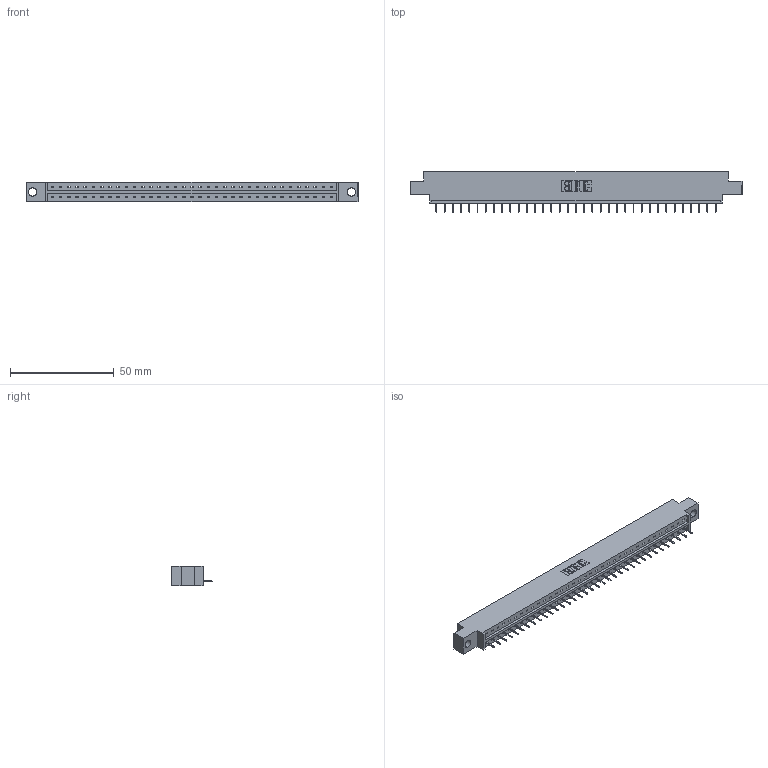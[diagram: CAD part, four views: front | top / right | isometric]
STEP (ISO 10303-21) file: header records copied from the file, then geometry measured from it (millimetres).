
FILE_DESCRIPTION (( 'STEP AP203' ), '1' );
FILE_NAME ('833-035-524-604.STEP', '2020-06-03T00:31:05', ( '' ), ( '' ), 'SwSTEP 2.0', 'SolidWorks 2020', '' );
FILE_SCHEMA (( 'CONFIG_CONTROL_DESIGN' ));
Length unit declared in the file: inch
Products named in the file (3): 833 Part_Offset - .156 Dia - TH; 345-292-001_345-293-124; 833-035-524-604
Assembly tree (36 placements, depth 2):
  833-035-524-604
    833 Part_Offset - .156 Dia - TH
    345-292-001_345-293-124  x35
Bounding box: 160.22 x 19.69 x 9.4 mm (x, y, z)
Volume: 15608.9 mm3; surface area: 16360.9 mm2
Topology: 36 solids, 36 shells, 2288 faces, 6623 edges, 4274 vertices
Faces by surface type: plane 1754, cylinder 534
Entity records: 22511 total; most frequent: CARTESIAN_POINT 3891, ORIENTED_EDGE 3862, DIRECTION 3297, EDGE_CURVE 1931, VECTOR 1807, LINE 1807, VERTEX_POINT 1282, AXIS2_PLACEMENT_3D 745
